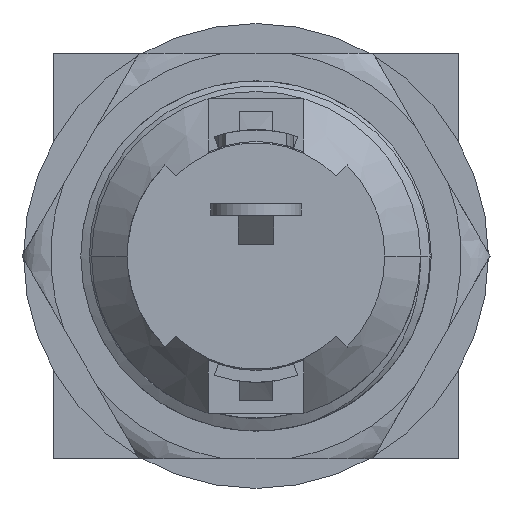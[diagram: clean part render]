
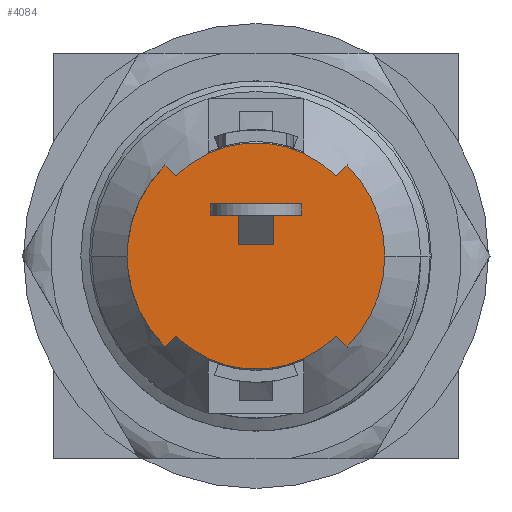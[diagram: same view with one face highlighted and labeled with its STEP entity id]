
A CAD part, front view. The second image highlights one B-rep face of the part: STEP entity #4084.
In plain terms, the highlighted planar face has unit normal (0, -1, 0).
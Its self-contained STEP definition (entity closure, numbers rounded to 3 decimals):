
#156 = LINE ( 'NONE', #4706, #3638 ) ;
#212 = CARTESIAN_POINT ( 'NONE',  ( 5.4, -37.2, 0. ) ) ;
#309 = ORIENTED_EDGE ( 'NONE', *, *, #5206, .F. ) ;
#375 = CARTESIAN_POINT ( 'NONE',  ( 3.818, -37.2, -3.818 ) ) ;
#441 = VERTEX_POINT ( 'NONE', #6082 ) ;
#484 = AXIS2_PLACEMENT_3D ( 'NONE', #10038, #13341, #7941 ) ;
#698 = ORIENTED_EDGE ( 'NONE', *, *, #9204, .F. ) ;
#871 = AXIS2_PLACEMENT_3D ( 'NONE', #9709, #8436, #7303 ) ;
#962 = DIRECTION ( 'NONE',  ( 0.707, 0., -0.707 ) ) ;
#1579 = VERTEX_POINT ( 'NONE', #212 ) ;
#1590 = DIRECTION ( 'NONE',  ( -0.707, 0., 0.707 ) ) ;
#1966 = AXIS2_PLACEMENT_3D ( 'NONE', #2341, #10290, #5709 ) ;
#2078 = EDGE_CURVE ( 'NONE', #4016, #2477, #12270, .T. ) ;
#2210 = CARTESIAN_POINT ( 'NONE',  ( 0., -37.2, 0. ) ) ;
#2341 = CARTESIAN_POINT ( 'NONE',  ( 0., -37.2, 0. ) ) ;
#2404 = CIRCLE ( 'NONE', #484, 5.4 ) ;
#2477 = VERTEX_POINT ( 'NONE', #13123 ) ;
#2554 = VECTOR ( 'NONE', #962, 1000. ) ;
#3075 = VERTEX_POINT ( 'NONE', #9718 ) ;
#3390 = AXIS2_PLACEMENT_3D ( 'NONE', #2210, #5657, #10243 ) ;
#3638 = VECTOR ( 'NONE', #3723, 1000. ) ;
#3689 = AXIS2_PLACEMENT_3D ( 'NONE', #5427, #10019, #7925 ) ;
#3723 = DIRECTION ( 'NONE',  ( -0.707, 0., -0.707 ) ) ;
#3914 = VERTEX_POINT ( 'NONE', #6565 ) ;
#3997 = PLANE ( 'NONE',  #871 ) ;
#4016 = VERTEX_POINT ( 'NONE', #8364 ) ;
#4084 = ADVANCED_FACE ( 'NONE', ( #5117 ), #3997, .T. ) ;
#4706 = CARTESIAN_POINT ( 'NONE',  ( -3.359, -37.2, -3.359 ) ) ;
#5081 = EDGE_LOOP ( 'NONE', ( #309, #6894, #10246, #14801, #698, #13833, #9266, #7062, #11698 ) ) ;
#5117 = FACE_OUTER_BOUND ( 'NONE', #5081, .T. ) ;
#5206 = EDGE_CURVE ( 'NONE', #9750, #13259, #14143, .T. ) ;
#5427 = CARTESIAN_POINT ( 'NONE',  ( 0., -37.2, 0. ) ) ;
#5657 = DIRECTION ( 'NONE',  ( 0., 1., 0. ) ) ;
#5709 = DIRECTION ( 'NONE',  ( 1., 0., 0. ) ) ;
#6082 = CARTESIAN_POINT ( 'NONE',  ( -3.818, -37.2, 3.818 ) ) ;
#6177 = EDGE_CURVE ( 'NONE', #441, #3075, #9633, .T. ) ;
#6218 = CARTESIAN_POINT ( 'NONE',  ( 3.359, -37.2, -3.359 ) ) ;
#6459 = CARTESIAN_POINT ( 'NONE',  ( 3.359, -37.2, 3.359 ) ) ;
#6565 = CARTESIAN_POINT ( 'NONE',  ( -3.359, -37.2, 3.359 ) ) ;
#6894 = ORIENTED_EDGE ( 'NONE', *, *, #8580, .F. ) ;
#6895 = VERTEX_POINT ( 'NONE', #375 ) ;
#7062 = ORIENTED_EDGE ( 'NONE', *, *, #7346, .T. ) ;
#7230 = EDGE_CURVE ( 'NONE', #441, #3914, #12509, .T. ) ;
#7303 = DIRECTION ( 'NONE',  ( 1., 0., 0. ) ) ;
#7346 = EDGE_CURVE ( 'NONE', #6895, #1579, #7544, .T. ) ;
#7544 = CIRCLE ( 'NONE', #3689, 5.4 ) ;
#7925 = DIRECTION ( 'NONE',  ( 1., 0., 0. ) ) ;
#7941 = DIRECTION ( 'NONE',  ( 1., 0., 0. ) ) ;
#8194 = CARTESIAN_POINT ( 'NONE',  ( 3.818, -37.2, 3.818 ) ) ;
#8202 = AXIS2_PLACEMENT_3D ( 'NONE', #10016, #13464, #14646 ) ;
#8245 = VECTOR ( 'NONE', #1590, 1000. ) ;
#8364 = CARTESIAN_POINT ( 'NONE',  ( 3.359, -37.2, -3.359 ) ) ;
#8436 = DIRECTION ( 'NONE',  ( 0., -1., 0. ) ) ;
#8580 = EDGE_CURVE ( 'NONE', #3914, #9750, #9378, .T. ) ;
#9204 = EDGE_CURVE ( 'NONE', #2477, #3075, #156, .T. ) ;
#9266 = ORIENTED_EDGE ( 'NONE', *, *, #13354, .F. ) ;
#9378 = CIRCLE ( 'NONE', #1966, 4.75 ) ;
#9459 = EDGE_CURVE ( 'NONE', #1579, #13259, #2404, .T. ) ;
#9598 = LINE ( 'NONE', #6218, #8245 ) ;
#9633 = CIRCLE ( 'NONE', #8202, 5.4 ) ;
#9709 = CARTESIAN_POINT ( 'NONE',  ( 5.4, -37.2, 0. ) ) ;
#9718 = CARTESIAN_POINT ( 'NONE',  ( -3.818, -37.2, -3.818 ) ) ;
#9750 = VERTEX_POINT ( 'NONE', #6459 ) ;
#9776 = VECTOR ( 'NONE', #13196, 1000. ) ;
#10016 = CARTESIAN_POINT ( 'NONE',  ( 0., -37.2, 0. ) ) ;
#10019 = DIRECTION ( 'NONE',  ( 0., -1., 0. ) ) ;
#10038 = CARTESIAN_POINT ( 'NONE',  ( 0., -37.2, 0. ) ) ;
#10243 = DIRECTION ( 'NONE',  ( 1., 0., 0. ) ) ;
#10246 = ORIENTED_EDGE ( 'NONE', *, *, #7230, .F. ) ;
#10290 = DIRECTION ( 'NONE',  ( 0., 1., 0. ) ) ;
#11698 = ORIENTED_EDGE ( 'NONE', *, *, #9459, .T. ) ;
#12270 = CIRCLE ( 'NONE', #3390, 4.75 ) ;
#12509 = LINE ( 'NONE', #14809, #2554 ) ;
#13123 = CARTESIAN_POINT ( 'NONE',  ( -3.359, -37.2, -3.359 ) ) ;
#13196 = DIRECTION ( 'NONE',  ( 0.707, 0., 0.707 ) ) ;
#13259 = VERTEX_POINT ( 'NONE', #8194 ) ;
#13341 = DIRECTION ( 'NONE',  ( 0., -1., 0. ) ) ;
#13354 = EDGE_CURVE ( 'NONE', #6895, #4016, #9598, .T. ) ;
#13464 = DIRECTION ( 'NONE',  ( 0., -1., 0. ) ) ;
#13833 = ORIENTED_EDGE ( 'NONE', *, *, #2078, .F. ) ;
#14143 = LINE ( 'NONE', #14218, #9776 ) ;
#14218 = CARTESIAN_POINT ( 'NONE',  ( 3.818, -37.2, 3.818 ) ) ;
#14646 = DIRECTION ( 'NONE',  ( 1., 0., 0. ) ) ;
#14801 = ORIENTED_EDGE ( 'NONE', *, *, #6177, .T. ) ;
#14809 = CARTESIAN_POINT ( 'NONE',  ( -3.818, -37.2, 3.818 ) ) ;
